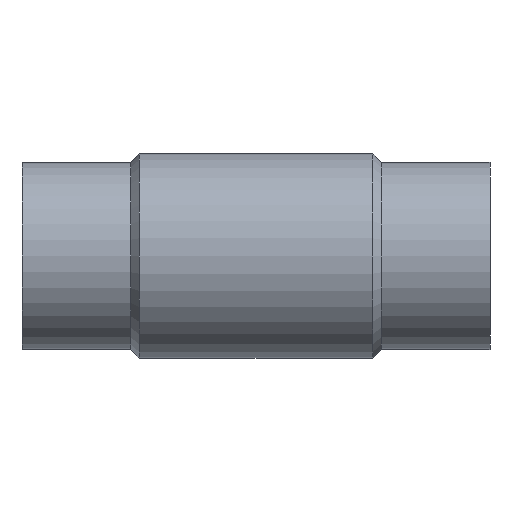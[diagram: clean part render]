
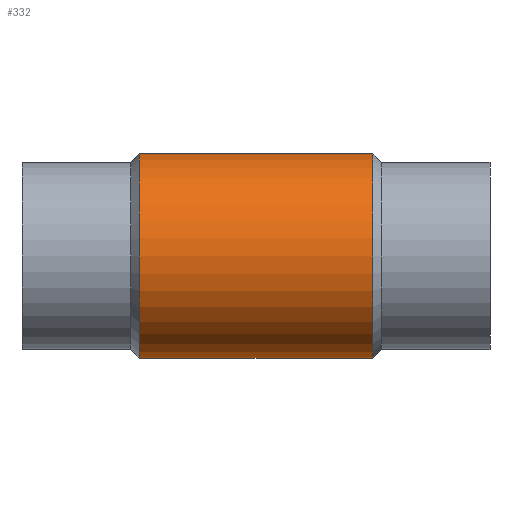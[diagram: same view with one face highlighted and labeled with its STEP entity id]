
A CAD part, front view. The second image highlights one B-rep face of the part: STEP entity #332.
In plain terms, the highlighted cylindrical face has radius 109.1 mm (diameter 218.2 mm), a full revolution.
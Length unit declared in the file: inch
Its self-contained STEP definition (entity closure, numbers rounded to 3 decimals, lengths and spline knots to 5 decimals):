
#6 = CARTESIAN_POINT ( 'NONE',  ( 5.9994, 6.37422, 5.17074 ) ) ;
#11 = ORIENTED_EDGE ( 'NONE', *, *, #55, .F. ) ;
#43 = VERTEX_POINT ( 'NONE', #147 ) ;
#55 = EDGE_CURVE ( 'NONE', #43, #43, #447, .T. ) ;
#80 = VERTEX_POINT ( 'NONE', #326 ) ;
#87 = EDGE_CURVE ( 'NONE', #80, #80, #311, .T. ) ;
#90 = EDGE_LOOP ( 'NONE', ( #224, #318 ) ) ;
#93 = DIRECTION ( 'NONE',  ( 0., 1., 0. ) ) ;
#101 = EDGE_CURVE ( 'NONE', #399, #487, #360, .T. ) ;
#144 = CYLINDRICAL_SURFACE ( 'NONE', #463, 4.29528 ) ;
#147 = CARTESIAN_POINT ( 'NONE',  ( 2.32617, 2.07894, 9.46601 ) ) ;
#199 = CARTESIAN_POINT ( 'NONE',  ( -2.59115, -2.21634, 5.17074 ) ) ;
#212 = CARTESIAN_POINT ( 'NONE',  ( -2.59115, -2.21634, 9.46601 ) ) ;
#217 = EDGE_LOOP ( 'NONE', ( #11 ) ) ;
#224 = ORIENTED_EDGE ( 'NONE', *, *, #101, .T. ) ;
#237 = DIRECTION ( 'NONE',  ( -1., 0., 0. ) ) ;
#240 = CARTESIAN_POINT ( 'NONE',  ( 5.9994, 6.37422, 13.76129 ) ) ;
#241 = DIRECTION ( 'NONE',  ( 1., 0., 0. ) ) ;
#254 = FACE_OUTER_BOUND ( 'NONE', #217, .T. ) ;
#278 = FACE_BOUND ( 'NONE', #90, .T. ) ;
#284 = CARTESIAN_POINT ( 'NONE',  ( -2.59115, -2.21634, 5.17074 ) ) ;
#286 = CARTESIAN_POINT ( 'NONE',  ( 2.32617, -2.21634, 9.46601 ) ) ;
#311 = CIRCLE ( 'NONE', #415, 4.29528 ) ;
#318 = ORIENTED_EDGE ( 'NONE', *, *, #501, .T. ) ;
#321 = CARTESIAN_POINT ( 'NONE',  ( -2.59115, -2.21634, 5.17074 ) ) ;
#326 = CARTESIAN_POINT ( 'NONE',  ( -7.50848, 2.07894, 9.46601 ) ) ;
#328 = CARTESIAN_POINT ( 'NONE',  ( -7.50848, -2.21634, 9.46601 ) ) ;
#332 = ADVANCED_FACE ( 'NONE', ( #278, #563, #254 ), #144, .T. ) ;
#339 = CARTESIAN_POINT ( 'NONE',  ( -2.59115, -2.21634, 13.76129 ) ) ;
#357 = AXIS2_PLACEMENT_3D ( 'NONE', #286, #241, #511 ) ;
#358 = EDGE_LOOP ( 'NONE', ( #540 ) ) ;
#360 =( BOUNDED_CURVE ( )  B_SPLINE_CURVE ( 3, ( #369, #467, #378, #321 ),
 .UNSPECIFIED., .F., .T. ) 
 B_SPLINE_CURVE_WITH_KNOTS ( ( 4, 4 ),
 ( 1.5708, 4.71239 ),
 .UNSPECIFIED. ) 
 CURVE ( )  GEOMETRIC_REPRESENTATION_ITEM ( )  RATIONAL_B_SPLINE_CURVE ( ( 1., 0.333, 0.333, 1. ) ) 
 REPRESENTATION_ITEM ( '' )  );
#369 = CARTESIAN_POINT ( 'NONE',  ( -2.59115, -2.21634, 13.76129 ) ) ;
#378 = CARTESIAN_POINT ( 'NONE',  ( -11.18171, 6.37422, 5.17074 ) ) ;
#399 = VERTEX_POINT ( 'NONE', #339 ) ;
#402 =( BOUNDED_CURVE ( )  B_SPLINE_CURVE ( 3, ( #284, #6, #240, #509 ),
 .UNSPECIFIED., .F., .T. ) 
 B_SPLINE_CURVE_WITH_KNOTS ( ( 4, 4 ),
 ( 1.5708, 4.71239 ),
 .UNSPECIFIED. ) 
 CURVE ( )  GEOMETRIC_REPRESENTATION_ITEM ( )  RATIONAL_B_SPLINE_CURVE ( ( 1., 0.333, 0.333, 1. ) ) 
 REPRESENTATION_ITEM ( '' )  );
#415 = AXIS2_PLACEMENT_3D ( 'NONE', #328, #237, #93 ) ;
#430 = DIRECTION ( 'NONE',  ( 0., 0., -1. ) ) ;
#447 = CIRCLE ( 'NONE', #357, 4.29528 ) ;
#463 = AXIS2_PLACEMENT_3D ( 'NONE', #212, #473, #430 ) ;
#467 = CARTESIAN_POINT ( 'NONE',  ( -11.18171, 6.37422, 13.76129 ) ) ;
#473 = DIRECTION ( 'NONE',  ( 1., 0., 0. ) ) ;
#487 = VERTEX_POINT ( 'NONE', #199 ) ;
#501 = EDGE_CURVE ( 'NONE', #487, #399, #402, .T. ) ;
#509 = CARTESIAN_POINT ( 'NONE',  ( -2.59115, -2.21634, 13.76129 ) ) ;
#511 = DIRECTION ( 'NONE',  ( 0., 1., 0. ) ) ;
#540 = ORIENTED_EDGE ( 'NONE', *, *, #87, .F. ) ;
#563 = FACE_OUTER_BOUND ( 'NONE', #358, .T. ) ;
